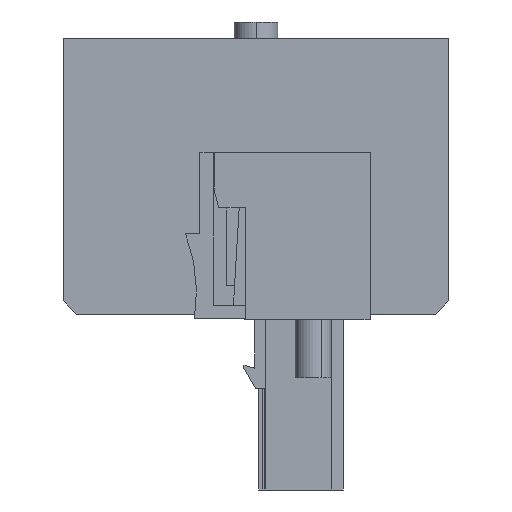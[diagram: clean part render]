
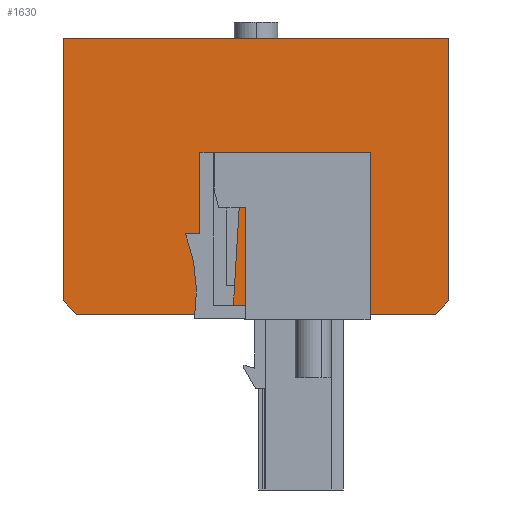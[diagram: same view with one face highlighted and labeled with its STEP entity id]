
A CAD part, left-side view. The second image highlights one B-rep face of the part: STEP entity #1630.
In plain terms, the highlighted planar face has unit normal (-1, 0, 0).
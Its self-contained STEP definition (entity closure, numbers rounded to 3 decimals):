
#1478=AXIS2_PLACEMENT_3D('Plane Axis2P3D',#1475,#1476,#1477) ;
#144=CARTESIAN_POINT('Vertex',(7.32,35.05,41.05)) ;
#147=CARTESIAN_POINT('Line Origine',(7.32,17.525,41.05)) ;
#151=CARTESIAN_POINT('Vertex',(7.32,0.,41.05)) ;
#1051=CARTESIAN_POINT('Vertex',(7.32,35.05,17.2)) ;
#1054=CARTESIAN_POINT('Line Origine',(7.32,35.05,29.125)) ;
#1475=CARTESIAN_POINT('Axis2P3D Location',(7.32,0.,0.)) ;
#1480=CARTESIAN_POINT('Line Origine',(7.32,0.,29.125)) ;
#1484=CARTESIAN_POINT('Vertex',(7.32,0.,17.2)) ;
#1487=CARTESIAN_POINT('Line Origine',(7.32,34.45,16.6)) ;
#1491=CARTESIAN_POINT('Vertex',(7.32,33.85,16.)) ;
#1494=CARTESIAN_POINT('Line Origine',(7.32,26.2,16.)) ;
#1498=CARTESIAN_POINT('Vertex',(7.32,18.55,16.)) ;
#1501=CARTESIAN_POINT('Line Origine',(7.32,18.55,15.75)) ;
#1505=CARTESIAN_POINT('Vertex',(7.32,18.55,15.5)) ;
#1508=CARTESIAN_POINT('Line Origine',(7.32,13.525,15.5)) ;
#1512=CARTESIAN_POINT('Vertex',(7.32,8.5,15.5)) ;
#1515=CARTESIAN_POINT('Line Origine',(7.32,8.5,15.75)) ;
#1519=CARTESIAN_POINT('Vertex',(7.32,8.5,16.)) ;
#1522=CARTESIAN_POINT('Line Origine',(7.32,4.85,16.)) ;
#1526=CARTESIAN_POINT('Vertex',(7.32,1.2,16.)) ;
#1529=CARTESIAN_POINT('Line Origine',(7.32,0.6,16.6)) ;
#1546=CARTESIAN_POINT('Line Origine',(7.32,7.15,23.075)) ;
#1550=CARTESIAN_POINT('Vertex',(7.32,7.15,17.15)) ;
#1552=CARTESIAN_POINT('Vertex',(7.32,7.15,29.)) ;
#1555=CARTESIAN_POINT('Line Origine',(7.32,12.827,17.15)) ;
#1559=CARTESIAN_POINT('Vertex',(7.32,18.503,17.15)) ;
#1562=CARTESIAN_POINT('Line Origine',(7.32,18.503,23.075)) ;
#1566=CARTESIAN_POINT('Vertex',(7.32,18.503,29.)) ;
#1569=CARTESIAN_POINT('Line Origine',(7.32,12.827,29.)) ;
#1580=CARTESIAN_POINT('Line Origine',(7.32,20.31,27.45)) ;
#1584=CARTESIAN_POINT('Vertex',(7.32,20.31,29.2)) ;
#1586=CARTESIAN_POINT('Vertex',(7.32,20.31,25.7)) ;
#1589=CARTESIAN_POINT('Line Origine',(7.32,20.609,25.7)) ;
#1593=CARTESIAN_POINT('Vertex',(7.32,20.908,25.7)) ;
#1596=CARTESIAN_POINT('Line Origine',(7.32,21.109,26.45)) ;
#1600=CARTESIAN_POINT('Vertex',(7.32,21.31,27.2)) ;
#1603=CARTESIAN_POINT('Line Origine',(7.32,21.31,28.95)) ;
#1607=CARTESIAN_POINT('Vertex',(7.32,21.31,30.7)) ;
#1610=CARTESIAN_POINT('Line Origine',(7.32,21.011,30.7)) ;
#1614=CARTESIAN_POINT('Vertex',(7.32,20.712,30.7)) ;
#1617=CARTESIAN_POINT('Line Origine',(7.32,20.511,29.95)) ;
#148=DIRECTION('Vector Direction',(0.,1.,0.)) ;
#1055=DIRECTION('Vector Direction',(0.,0.,-1.)) ;
#1476=DIRECTION('Axis2P3D Direction',(-1.,0.,0.)) ;
#1477=DIRECTION('Axis2P3D XDirection',(0.,0.,1.)) ;
#1481=DIRECTION('Vector Direction',(0.,0.,1.)) ;
#1488=DIRECTION('Vector Direction',(0.,-0.707,-0.707)) ;
#1495=DIRECTION('Vector Direction',(0.,-1.,0.)) ;
#1502=DIRECTION('Vector Direction',(0.,0.,-1.)) ;
#1509=DIRECTION('Vector Direction',(0.,-1.,0.)) ;
#1516=DIRECTION('Vector Direction',(0.,0.,-1.)) ;
#1523=DIRECTION('Vector Direction',(0.,-1.,0.)) ;
#1530=DIRECTION('Vector Direction',(0.,-0.707,0.707)) ;
#1547=DIRECTION('Vector Direction',(0.,0.,1.)) ;
#1556=DIRECTION('Vector Direction',(0.,1.,0.)) ;
#1563=DIRECTION('Vector Direction',(0.,0.,-1.)) ;
#1570=DIRECTION('Vector Direction',(0.,-1.,0.)) ;
#1581=DIRECTION('Vector Direction',(0.,0.,-1.)) ;
#1590=DIRECTION('Vector Direction',(0.,1.,0.)) ;
#1597=DIRECTION('Vector Direction',(0.,-0.259,-0.966)) ;
#1604=DIRECTION('Vector Direction',(0.,0.,1.)) ;
#1611=DIRECTION('Vector Direction',(0.,1.,0.)) ;
#1618=DIRECTION('Vector Direction',(0.,0.259,0.966)) ;
#149=VECTOR('Line Direction',#148,1.) ;
#1056=VECTOR('Line Direction',#1055,1.) ;
#1482=VECTOR('Line Direction',#1481,1.) ;
#1489=VECTOR('Line Direction',#1488,1.) ;
#1496=VECTOR('Line Direction',#1495,1.) ;
#1503=VECTOR('Line Direction',#1502,1.) ;
#1510=VECTOR('Line Direction',#1509,1.) ;
#1517=VECTOR('Line Direction',#1516,1.) ;
#1524=VECTOR('Line Direction',#1523,1.) ;
#1531=VECTOR('Line Direction',#1530,1.) ;
#1548=VECTOR('Line Direction',#1547,1.) ;
#1557=VECTOR('Line Direction',#1556,1.) ;
#1564=VECTOR('Line Direction',#1563,1.) ;
#1571=VECTOR('Line Direction',#1570,1.) ;
#1582=VECTOR('Line Direction',#1581,1.) ;
#1591=VECTOR('Line Direction',#1590,1.) ;
#1598=VECTOR('Line Direction',#1597,1.) ;
#1605=VECTOR('Line Direction',#1604,1.) ;
#1612=VECTOR('Line Direction',#1611,1.) ;
#1619=VECTOR('Line Direction',#1618,1.) ;
#1535=ORIENTED_EDGE('',*,*,#1486,.T.) ;
#1536=ORIENTED_EDGE('',*,*,#153,.T.) ;
#1537=ORIENTED_EDGE('',*,*,#1058,.T.) ;
#1538=ORIENTED_EDGE('',*,*,#1493,.T.) ;
#1539=ORIENTED_EDGE('',*,*,#1500,.T.) ;
#1540=ORIENTED_EDGE('',*,*,#1507,.T.) ;
#1541=ORIENTED_EDGE('',*,*,#1514,.T.) ;
#1542=ORIENTED_EDGE('',*,*,#1521,.T.) ;
#1543=ORIENTED_EDGE('',*,*,#1528,.T.) ;
#1544=ORIENTED_EDGE('',*,*,#1533,.T.) ;
#1575=ORIENTED_EDGE('',*,*,#1554,.F.) ;
#1576=ORIENTED_EDGE('',*,*,#1561,.T.) ;
#1577=ORIENTED_EDGE('',*,*,#1568,.F.) ;
#1578=ORIENTED_EDGE('',*,*,#1573,.F.) ;
#1623=ORIENTED_EDGE('',*,*,#1588,.T.) ;
#1624=ORIENTED_EDGE('',*,*,#1595,.F.) ;
#1625=ORIENTED_EDGE('',*,*,#1602,.T.) ;
#1626=ORIENTED_EDGE('',*,*,#1609,.F.) ;
#1627=ORIENTED_EDGE('',*,*,#1616,.F.) ;
#1628=ORIENTED_EDGE('',*,*,#1621,.T.) ;
#1579=FACE_BOUND('',#1574,.T.) ;
#1629=FACE_BOUND('',#1622,.T.) ;
#1630=ADVANCED_FACE('HOUSING',(#1545,#1579,#1629),#1479,.T.) ;
#153=EDGE_CURVE('',#152,#145,#150,.T.) ;
#1058=EDGE_CURVE('',#145,#1052,#1057,.T.) ;
#1486=EDGE_CURVE('',#1485,#152,#1483,.T.) ;
#1493=EDGE_CURVE('',#1052,#1492,#1490,.T.) ;
#1500=EDGE_CURVE('',#1492,#1499,#1497,.T.) ;
#1507=EDGE_CURVE('',#1499,#1506,#1504,.T.) ;
#1514=EDGE_CURVE('',#1506,#1513,#1511,.T.) ;
#1521=EDGE_CURVE('',#1513,#1520,#1518,.F.) ;
#1528=EDGE_CURVE('',#1520,#1527,#1525,.T.) ;
#1533=EDGE_CURVE('',#1527,#1485,#1532,.T.) ;
#1554=EDGE_CURVE('',#1551,#1553,#1549,.T.) ;
#1561=EDGE_CURVE('',#1551,#1560,#1558,.T.) ;
#1568=EDGE_CURVE('',#1567,#1560,#1565,.T.) ;
#1573=EDGE_CURVE('',#1553,#1567,#1572,.F.) ;
#1588=EDGE_CURVE('',#1585,#1587,#1583,.T.) ;
#1595=EDGE_CURVE('',#1594,#1587,#1592,.F.) ;
#1602=EDGE_CURVE('',#1594,#1601,#1599,.F.) ;
#1609=EDGE_CURVE('',#1608,#1601,#1606,.F.) ;
#1616=EDGE_CURVE('',#1615,#1608,#1613,.T.) ;
#1621=EDGE_CURVE('',#1615,#1585,#1620,.F.) ;
#1534=EDGE_LOOP('',(#1535,#1536,#1537,#1538,#1539,#1540,#1541,#1542,#1543,#1544)) ;
#1574=EDGE_LOOP('',(#1575,#1576,#1577,#1578)) ;
#1622=EDGE_LOOP('',(#1623,#1624,#1625,#1626,#1627,#1628)) ;
#1545=FACE_OUTER_BOUND('',#1534,.T.) ;
#150=LINE('Line',#147,#149) ;
#1057=LINE('Line',#1054,#1056) ;
#1483=LINE('Line',#1480,#1482) ;
#1490=LINE('Line',#1487,#1489) ;
#1497=LINE('Line',#1494,#1496) ;
#1504=LINE('Line',#1501,#1503) ;
#1511=LINE('Line',#1508,#1510) ;
#1518=LINE('Line',#1515,#1517) ;
#1525=LINE('Line',#1522,#1524) ;
#1532=LINE('Line',#1529,#1531) ;
#1549=LINE('Line',#1546,#1548) ;
#1558=LINE('Line',#1555,#1557) ;
#1565=LINE('Line',#1562,#1564) ;
#1572=LINE('Line',#1569,#1571) ;
#1583=LINE('Line',#1580,#1582) ;
#1592=LINE('Line',#1589,#1591) ;
#1599=LINE('Line',#1596,#1598) ;
#1606=LINE('Line',#1603,#1605) ;
#1613=LINE('Line',#1610,#1612) ;
#1620=LINE('Line',#1617,#1619) ;
#1479=PLANE('',#1478) ;
#145=VERTEX_POINT('',#144) ;
#152=VERTEX_POINT('',#151) ;
#1052=VERTEX_POINT('',#1051) ;
#1485=VERTEX_POINT('',#1484) ;
#1492=VERTEX_POINT('',#1491) ;
#1499=VERTEX_POINT('',#1498) ;
#1506=VERTEX_POINT('',#1505) ;
#1513=VERTEX_POINT('',#1512) ;
#1520=VERTEX_POINT('',#1519) ;
#1527=VERTEX_POINT('',#1526) ;
#1551=VERTEX_POINT('',#1550) ;
#1553=VERTEX_POINT('',#1552) ;
#1560=VERTEX_POINT('',#1559) ;
#1567=VERTEX_POINT('',#1566) ;
#1585=VERTEX_POINT('',#1584) ;
#1587=VERTEX_POINT('',#1586) ;
#1594=VERTEX_POINT('',#1593) ;
#1601=VERTEX_POINT('',#1600) ;
#1608=VERTEX_POINT('',#1607) ;
#1615=VERTEX_POINT('',#1614) ;
